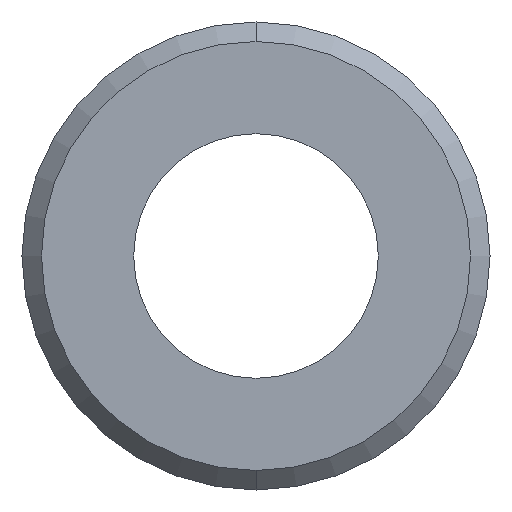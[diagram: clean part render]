
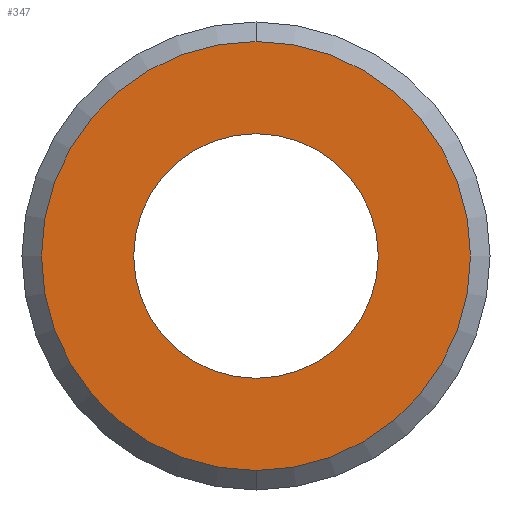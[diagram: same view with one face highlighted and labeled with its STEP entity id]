
A CAD part, front view. The second image highlights one B-rep face of the part: STEP entity #347.
In plain terms, the highlighted planar face has unit normal (0, -1, 0).
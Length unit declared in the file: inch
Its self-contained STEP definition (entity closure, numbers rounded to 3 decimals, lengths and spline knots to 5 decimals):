
#8 = EDGE_CURVE ( 'NONE', #183, #121, #34, .T. ) ;
#9 = EDGE_LOOP ( 'NONE', ( #310, #41 ) ) ;
#14 = DIRECTION ( 'NONE',  ( 0., 1., 0. ) ) ;
#15 = EDGE_CURVE ( 'NONE', #19, #96, #337, .T. ) ;
#19 = VERTEX_POINT ( 'NONE', #341 ) ;
#23 = CARTESIAN_POINT ( 'NONE',  ( 0., -0.96, -0.098 ) ) ;
#31 = FACE_OUTER_BOUND ( 'NONE', #9, .T. ) ;
#34 = CIRCLE ( 'NONE', #345, 0.098 ) ;
#39 = EDGE_LOOP ( 'NONE', ( #229, #309 ) ) ;
#41 = ORIENTED_EDGE ( 'NONE', *, *, #350, .T. ) ;
#68 = CIRCLE ( 'NONE', #120, 0.17187 ) ;
#74 = DIRECTION ( 'NONE',  ( 0., -1., 0. ) ) ;
#88 = DIRECTION ( 'NONE',  ( 0., 0., 1. ) ) ;
#96 = VERTEX_POINT ( 'NONE', #206 ) ;
#105 = CARTESIAN_POINT ( 'NONE',  ( 0., -0.96, 0. ) ) ;
#120 = AXIS2_PLACEMENT_3D ( 'NONE', #223, #74, #131 ) ;
#121 = VERTEX_POINT ( 'NONE', #290 ) ;
#131 = DIRECTION ( 'NONE',  ( 0., 0., 1. ) ) ;
#132 = DIRECTION ( 'NONE',  ( 0., 0., 1. ) ) ;
#140 = EDGE_CURVE ( 'NONE', #121, #183, #157, .T. ) ;
#153 = DIRECTION ( 'NONE',  ( 0., 1., 0. ) ) ;
#155 = CARTESIAN_POINT ( 'NONE',  ( 0., -0.96, 0. ) ) ;
#156 = DIRECTION ( 'NONE',  ( 0., 1., 0. ) ) ;
#157 = CIRCLE ( 'NONE', #238, 0.098 ) ;
#175 = DIRECTION ( 'NONE',  ( 0., -1., 0. ) ) ;
#183 = VERTEX_POINT ( 'NONE', #23 ) ;
#197 = CARTESIAN_POINT ( 'NONE',  ( 0., -0.96, 0. ) ) ;
#203 = CARTESIAN_POINT ( 'NONE',  ( 0., -0.96, 0. ) ) ;
#206 = CARTESIAN_POINT ( 'NONE',  ( 0., -0.96, -0.17187 ) ) ;
#223 = CARTESIAN_POINT ( 'NONE',  ( 0., -0.96, 0. ) ) ;
#227 = AXIS2_PLACEMENT_3D ( 'NONE', #197, #14, #88 ) ;
#229 = ORIENTED_EDGE ( 'NONE', *, *, #140, .T. ) ;
#238 = AXIS2_PLACEMENT_3D ( 'NONE', #155, #156, #260 ) ;
#250 = FACE_BOUND ( 'NONE', #39, .T. ) ;
#256 = AXIS2_PLACEMENT_3D ( 'NONE', #105, #175, #132 ) ;
#260 = DIRECTION ( 'NONE',  ( 0., 0., 1. ) ) ;
#283 = PLANE ( 'NONE',  #227 ) ;
#287 = DIRECTION ( 'NONE',  ( 0., 0., 1. ) ) ;
#290 = CARTESIAN_POINT ( 'NONE',  ( 0., -0.96, 0.098 ) ) ;
#309 = ORIENTED_EDGE ( 'NONE', *, *, #8, .T. ) ;
#310 = ORIENTED_EDGE ( 'NONE', *, *, #15, .T. ) ;
#337 = CIRCLE ( 'NONE', #256, 0.17187 ) ;
#341 = CARTESIAN_POINT ( 'NONE',  ( 0., -0.96, 0.17187 ) ) ;
#345 = AXIS2_PLACEMENT_3D ( 'NONE', #203, #153, #287 ) ;
#347 = ADVANCED_FACE ( 'NONE', ( #250, #31 ), #283, .F. ) ;
#350 = EDGE_CURVE ( 'NONE', #96, #19, #68, .T. ) ;
